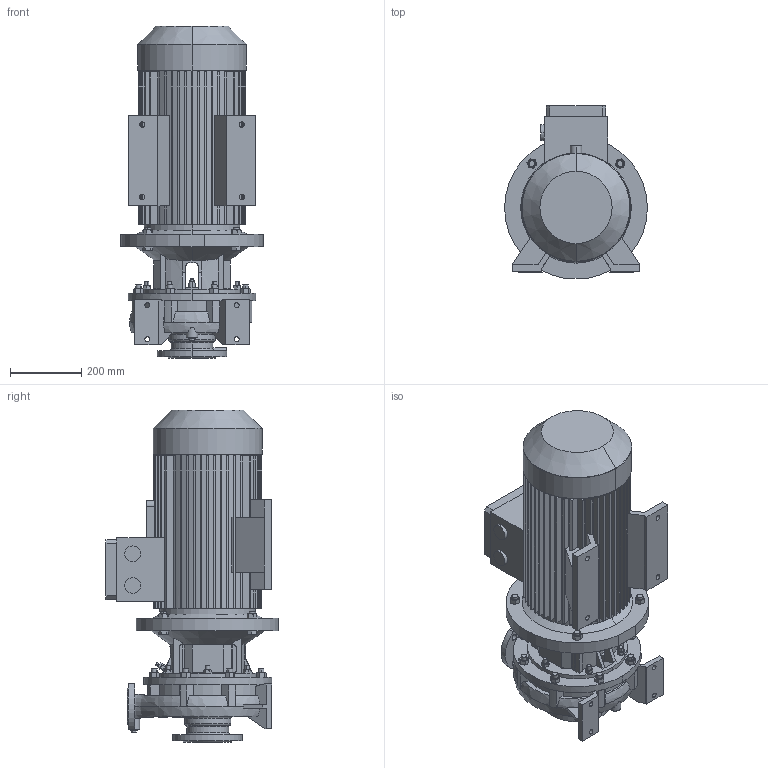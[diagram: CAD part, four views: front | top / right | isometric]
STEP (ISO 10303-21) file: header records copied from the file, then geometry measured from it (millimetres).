
FILE_DESCRIPTION (( 'STEP AP214' ), '1' );
FILE_NAME ('ﾌﾓ-311-200-ﾌ3-311-213-01-16.step', '2025-04-07T08:16:10', ( 'adb' ), ( '' ), 'SwSTEP 2.0', 'SolidWorks 2016', '' );
FILE_SCHEMA (( 'AUTOMOTIVE_DESIGN' ));
Length unit declared in the file: millimetre
Products named in the file (1): ﾌﾓ-311-200-ﾌ3-311-213-01-16
Bounding box: 400 x 482 x 930 mm (x, y, z)
Volume: 55707271.3 mm3; surface area: 2996220.6 mm2
Topology: 8 solids, 27 shells, 1271 faces, 3282 edges, 2142 vertices
Faces by surface type: plane 691, cylinder 423, cone 119, bspline 31, torus 7
Entity records: 63615 total; most frequent: CARTESIAN_POINT 18537, ORIENTED_EDGE 6560, DIRECTION 6273, EDGE_CURVE 3280, AXIS2_PLACEMENT_3D 2274, VERTEX_POINT 2142, VECTOR 1725, LINE 1725
